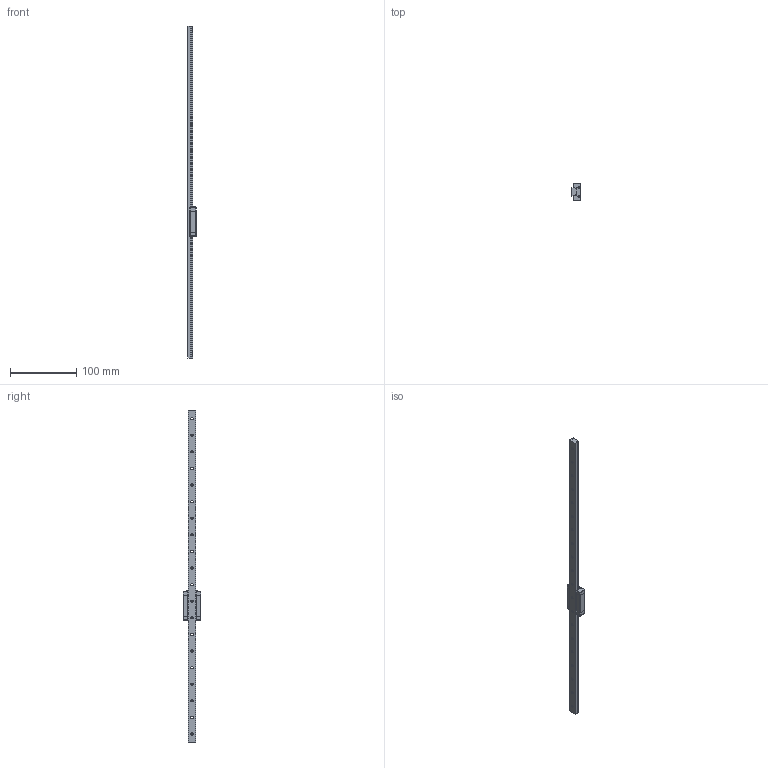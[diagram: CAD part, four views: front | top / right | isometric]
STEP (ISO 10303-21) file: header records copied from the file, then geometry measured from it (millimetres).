
FILE_DESCRIPTION(/* description */ (''),/* implementation_level */ '2;1');
FILE_NAME(/* name */ 'MGN12 v3.step',/* time_stamp */ '2019-03-03T17:54:50+01:00',/* author */ ('emytass'),/* organization */ (''),/* preprocessor_version */ 'ST-DEVELOPER v17.2',/* originating_system */ 'Autodesk Translation Framework v7.6.0.251',/* authorisation */ '');
FILE_SCHEMA (('AUTOMOTIVE_DESIGN { 1 0 10303 214 3 1 1 }'));
Length unit declared in the file: millimetre
Products named in the file (6): MGN12; Main Block; Green End Cap; Red End Cap; Button M3x8; Rail 400mm
Assembly tree (10 placements, depth 2):
  MGN12
    Main Block
    Green End Cap  x2
    Red End Cap  x2
    Button M3x8  x4
    Rail 400mm
Bounding box: 13 x 27 x 500 mm (x, y, z)
Volume: 50794.7 mm3; surface area: 31944.1 mm2
Topology: 10 solids, 10 shells, 345 faces, 995 edges, 710 vertices
Faces by surface type: plane 211, cylinder 130, torus 4
Full cylindrical faces by diameter (mm): 1.75 x4, 2 x12, 2.5 x2, 2.7 x1, 2.75 x3, 3 x8, 3.5 x20, 6 x20
Entity records: 8063 total; most frequent: DIRECTION 1439, CARTESIAN_POINT 1370, ORIENTED_EDGE 1312, EDGE_CURVE 656, AXIS2_PLACEMENT_3D 545, VERTEX_POINT 476, LINE 349, VECTOR 349
